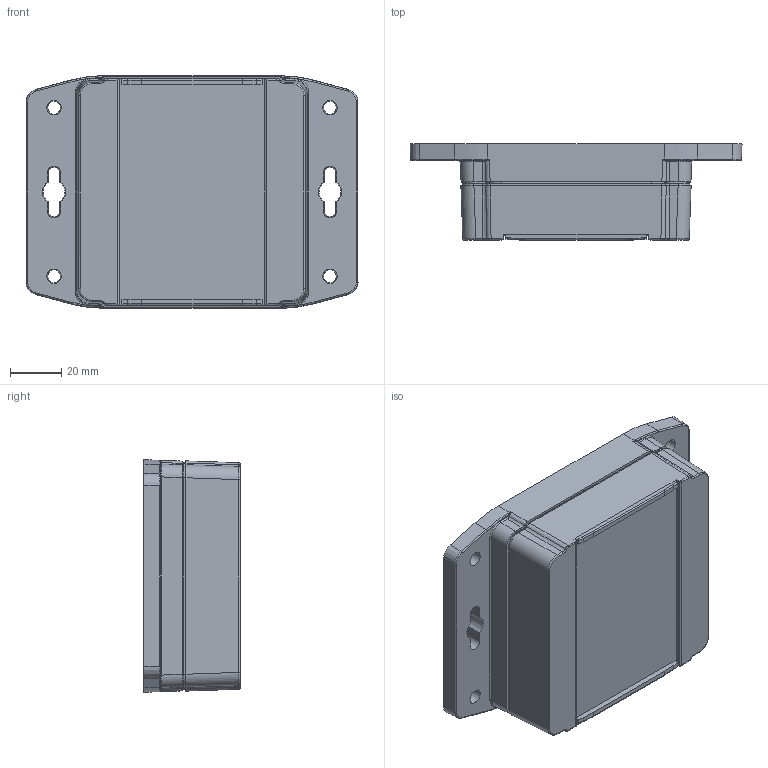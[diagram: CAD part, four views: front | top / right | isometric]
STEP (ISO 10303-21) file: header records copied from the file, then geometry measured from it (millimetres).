
FILE_DESCRIPTION (( 'STEP AP203' ), '1' );
FILE_NAME ('1555E2F17GY.step', '2020-11-13T16:27:39', ( 'ADC123' ), ( 'Microsoft' ), 'SwSTEP 2.0', 'SolidWorks 2019', '' );
FILE_SCHEMA (( 'CONFIG_CONTROL_DESIGN' ));
Products named in the file (1): 1555E2F17GY
Bounding box: 130 x 37.7 x 91.05 mm (x, y, z)
Volume: 112846.3 mm3; surface area: 80378.7 mm2
Topology: 11 solids, 11 shells, 2395 faces, 6165 edges, 3912 vertices
Faces by surface type: bspline 902, plane 779, cylinder 490, cone 220, torus 4
Full cylindrical faces by diameter (mm): 2.3 x10, 3.251 x4, 3.43 x4, 3.88 x4, 5 x1, 5.334 x4, 5.537 x8, 7 x4, 10 x1
Entity records: 95123 total; most frequent: CARTESIAN_POINT 43430, ORIENTED_EDGE 11968, DIRECTION 8315, EDGE_CURVE 5984, VERTEX_POINT 3864, VECTOR 2959, LINE 2959, EDGE_LOOP 2678
